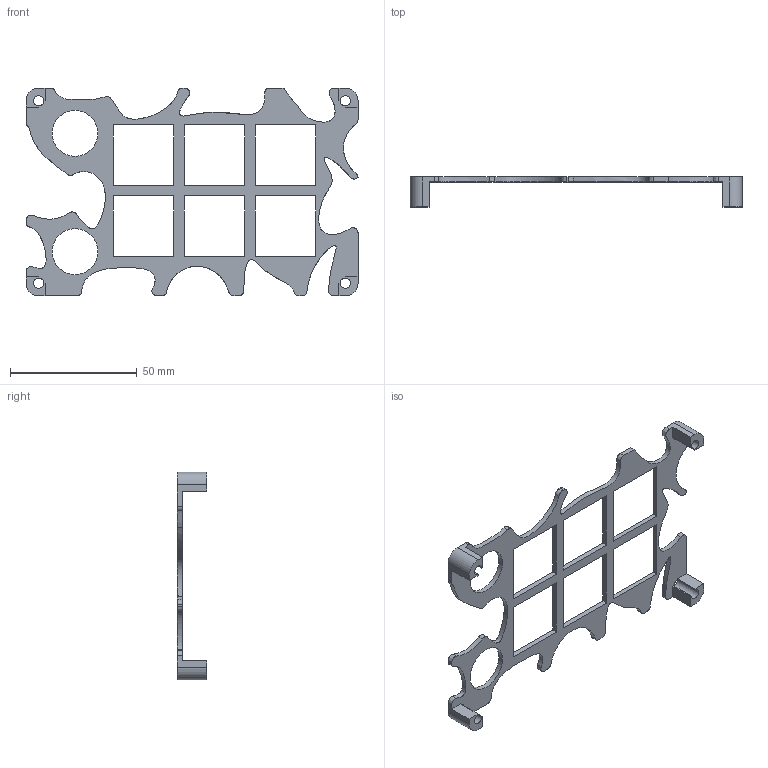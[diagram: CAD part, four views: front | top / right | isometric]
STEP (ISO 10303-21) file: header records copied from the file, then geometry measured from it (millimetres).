
FILE_DESCRIPTION(/* description */ (''),/* implementation_level */ '2;1');
FILE_NAME(/* name */ 'PM-1002 - Stream Deck Cover.step',/* time_stamp */ '2020-12-12T10:30:31-05:00',/* author */ (''),/* organization */ (''),/* preprocessor_version */ 'ST-DEVELOPER v18.1',/* originating_system */ 'Autodesk Translation Framework v9.3.0.1241',/* authorisation */ '');
FILE_SCHEMA (('AUTOMOTIVE_DESIGN { 1 0 10303 214 3 1 1 }'));
Length unit declared in the file: millimetre
Products named in the file (1): Streamdeck Cover
Bounding box: 131 x 11.8 x 82 mm (x, y, z)
Volume: 9087.2 mm3; surface area: 11810.1 mm2
Topology: 1 solids, 1 shells, 115 faces, 351 edges, 234 vertices
Faces by surface type: plane 60, bspline 45, cylinder 10
Full cylindrical faces by diameter (mm): 4 x4, 18.111 x2
Entity records: 5608 total; most frequent: CARTESIAN_POINT 2835, ORIENTED_EDGE 702, DIRECTION 380, EDGE_CURVE 351, VERTEX_POINT 234, LINE 186, VECTOR 186, EDGE_LOOP 135
